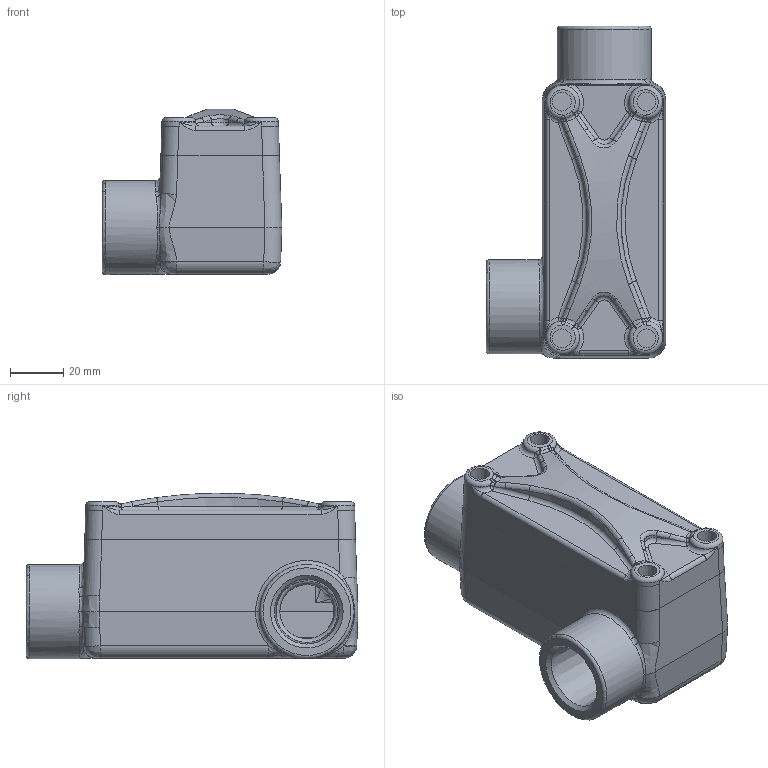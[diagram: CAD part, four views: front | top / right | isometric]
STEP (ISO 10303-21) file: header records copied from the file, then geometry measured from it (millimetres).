
FILE_DESCRIPTION(/* description */ (''),/* implementation_level */ '2;1');
FILE_NAME(/* name */ 'XLL-2.stp',/* time_stamp */ '2011-10-12T09:57:36-05:00',/* author */ (''),/* organization */ (''),/* preprocessor_version */ 'ST-DEVELOPER v11',/* originating_system */ 'SIEMENS UGS NX 6.0',/* authorisation */ '');
FILE_SCHEMA (('CONFIG_CONTROL_DESIGN'));
Length unit declared in the file: inch
Products named in the file (1): cgud71C6uq95
Bounding box: 67.47 x 124.62 x 62.06 mm (x, y, z)
Volume: 146896.1 mm3; surface area: 55735.9 mm2
Topology: 2 solids, 2 shells, 472 faces, 1127 edges, 625 vertices
Faces by surface type: bspline 201, cylinder 103, plane 88, torus 36, cone 28, sphere 16
Full cylindrical faces by diameter (mm): 35.321 x2
Entity records: 17659 total; most frequent: CARTESIAN_POINT 8174, ORIENTED_EDGE 2128, DIRECTION 1759, EDGE_CURVE 1064, AXIS2_PLACEMENT_3D 747, VERTEX_POINT 615, EDGE_LOOP 503, ADVANCED_FACE 472
